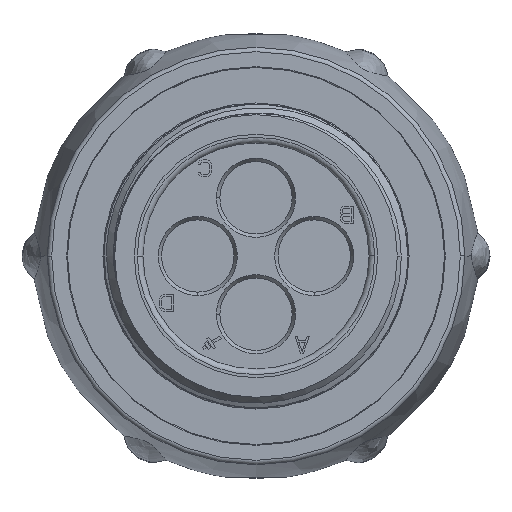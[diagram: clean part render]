
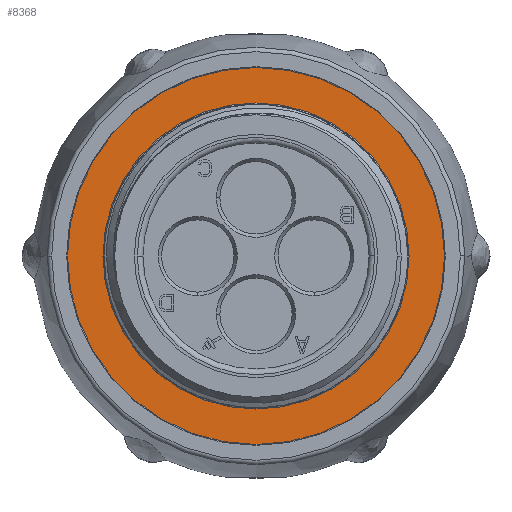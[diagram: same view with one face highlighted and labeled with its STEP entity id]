
A CAD part, front view. The second image highlights one B-rep face of the part: STEP entity #8368.
In plain terms, the highlighted planar face has unit normal (0, -1, 0).
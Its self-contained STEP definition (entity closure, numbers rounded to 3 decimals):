
#629=CARTESIAN_POINT('',(0.,-4.,0.));
#630=DIRECTION('',(0.,1.,0.));
#631=DIRECTION('',(0.,0.,-1.));
#632=AXIS2_PLACEMENT_3D('',#629,#630,#631);
#634=CARTESIAN_POINT('',(0.,-4.,0.));
#635=DIRECTION('',(0.,1.,0.));
#636=DIRECTION('',(0.,0.,1.));
#637=AXIS2_PLACEMENT_3D('',#634,#635,#636);
#639=CARTESIAN_POINT('',(0.,-4.,0.));
#640=DIRECTION('',(0.,-1.,0.));
#641=DIRECTION('',(1.,0.,0.));
#642=AXIS2_PLACEMENT_3D('',#639,#640,#641);
#653=CARTESIAN_POINT('',(0.,-4.,0.));
#654=DIRECTION('',(0.,-1.,0.));
#655=DIRECTION('',(-1.,0.,0.));
#656=AXIS2_PLACEMENT_3D('',#653,#654,#655);
#7695=CARTESIAN_POINT('',(0.,-4.,-16.674));
#7696=CARTESIAN_POINT('',(0.,-4.,16.674));
#7697=VERTEX_POINT('',#7695);
#7698=VERTEX_POINT('',#7696);
#7699=CARTESIAN_POINT('',(13.54,-4.,0.));
#7700=CARTESIAN_POINT('',(-13.54,-4.,0.));
#7701=VERTEX_POINT('',#7699);
#7702=VERTEX_POINT('',#7700);
#8353=CARTESIAN_POINT('',(0.,-4.,0.));
#8354=DIRECTION('',(0.,1.,0.));
#8355=DIRECTION('',(0.,0.,-1.));
#8356=AXIS2_PLACEMENT_3D('',#8353,#8354,#8355);
#8357=PLANE('',#8356);
#8358=ORIENTED_EDGE('',*,*,#8303,.T.);
#8359=ORIENTED_EDGE('',*,*,#8321,.T.);
#8360=EDGE_LOOP('',(#8358,#8359));
#8361=FACE_OUTER_BOUND('',#8360,.F.);
#8363=ORIENTED_EDGE('',*,*,#8362,.T.);
#8365=ORIENTED_EDGE('',*,*,#8364,.T.);
#8366=EDGE_LOOP('',(#8363,#8365));
#8367=FACE_BOUND('',#8366,.F.);
#8368=ADVANCED_FACE('',(#8361,#8367),#8357,.F.);
#633=CIRCLE('',#632,16.674);
#638=CIRCLE('',#637,16.674);
#643=CIRCLE('',#642,13.54);
#657=CIRCLE('',#656,13.54);
#8303=EDGE_CURVE('',#7697,#7698,#633,.T.);
#8321=EDGE_CURVE('',#7698,#7697,#638,.T.);
#8362=EDGE_CURVE('',#7701,#7702,#643,.T.);
#8364=EDGE_CURVE('',#7702,#7701,#657,.T.);
